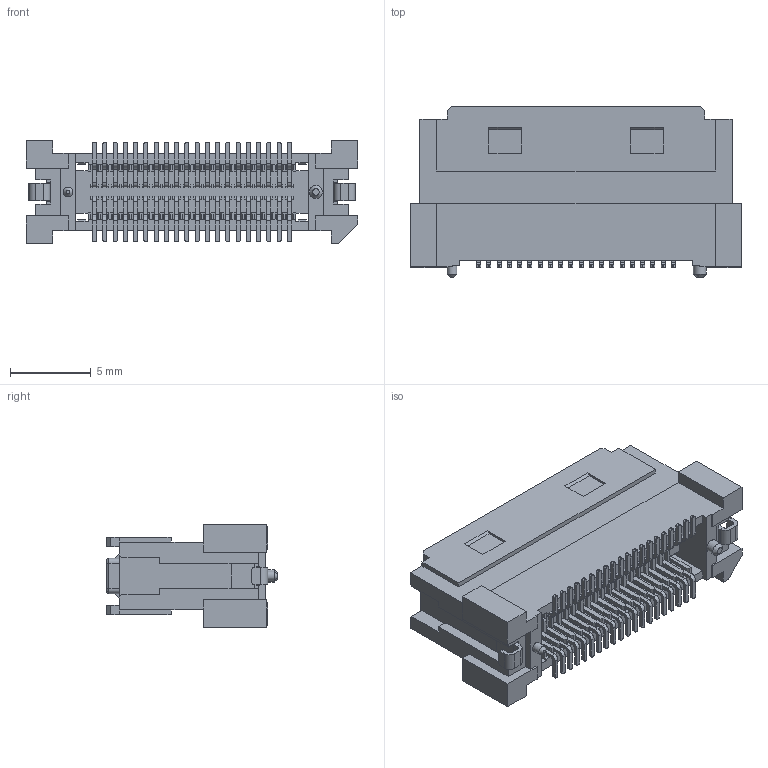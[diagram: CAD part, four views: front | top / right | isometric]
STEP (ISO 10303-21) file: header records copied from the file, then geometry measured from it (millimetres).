
FILE_DESCRIPTION( ('This file contains a STEP AP42 implementation' ,'as created by ZW3D STEP Interface translator.') ,'2;1' );
FILE_NAME( '3660-SXXX-100G1R01.stp' ,'23 330.141433', (''), ('ZWCAD Software Co.'), 'Version 1.0', 'ZW3D to STEP translator', '' );
FILE_SCHEMA(('AUTOMOTIVE_DESIGN { 1 0 10303 214 1 1 1 1 }'));
Length unit declared in the file: millimetre
Products named in the file (2): 0; 3660-SXXX-100G1R01
Bounding box: 20.57 x 10.6 x 6.4 mm (x, y, z)
Volume: 649.5 mm3; surface area: 1447.6 mm2
Topology: 1 solids, 1 shells, 2575 faces, 7614 edges, 5065 vertices
Faces by surface type: plane 2007, cylinder 562, bspline 4, cone 2
Full cylindrical faces by diameter (mm): 0.6 x1, 0.8 x1
Entity records: 88290 total; most frequent: CARTESIAN_POINT 15324, ORIENTED_EDGE 15228, DIRECTION 13960, EDGE_CURVE 7614, VECTOR 6404, LINE 6404, VERTEX_POINT 5065, AXIS2_PLACEMENT_3D 3778
